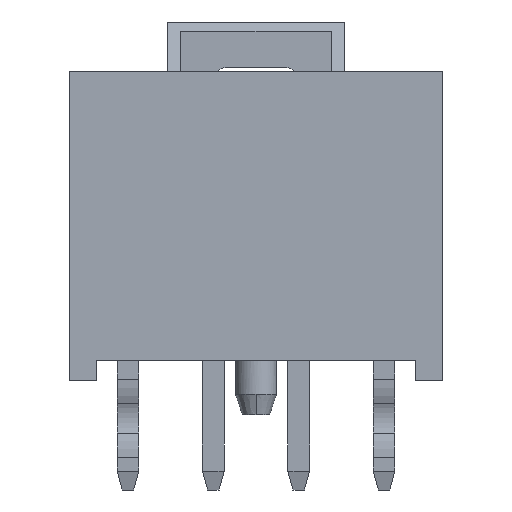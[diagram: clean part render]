
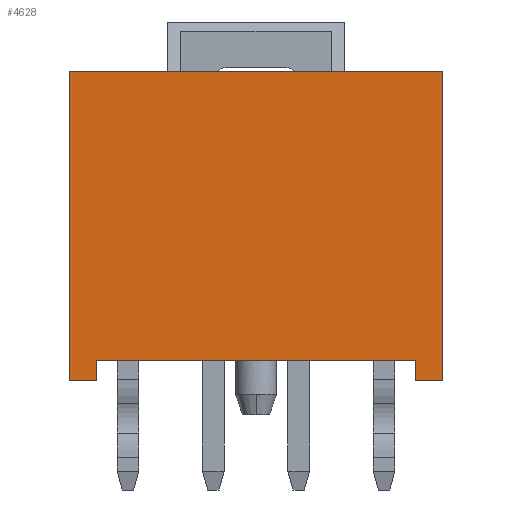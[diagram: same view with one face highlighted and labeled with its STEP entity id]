
A CAD part, front view. The second image highlights one B-rep face of the part: STEP entity #4628.
In plain terms, the highlighted planar face has unit normal (0, -1, 0).
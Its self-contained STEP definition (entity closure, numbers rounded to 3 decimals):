
#143=FACE_OUTER_BOUND('',#410,.T.);
#410=EDGE_LOOP('',(#2974,#2975,#2976,#2977,#2978,#2979,#2980,#2981));
#698=LINE('',#6524,#1293);
#699=LINE('',#6526,#1294);
#700=LINE('',#6528,#1295);
#701=LINE('',#6530,#1296);
#702=LINE('',#6532,#1297);
#703=LINE('',#6534,#1298);
#704=LINE('',#6536,#1299);
#705=LINE('',#6537,#1300);
#1293=VECTOR('',#5255,9.34);
#1294=VECTOR('',#5256,0.6);
#1295=VECTOR('',#5257,0.8);
#1296=VECTOR('',#5258,9.06);
#1297=VECTOR('',#5259,10.94);
#1298=VECTOR('',#5260,9.06);
#1299=VECTOR('',#5261,0.8);
#1300=VECTOR('',#5262,0.6);
#1888=VERTEX_POINT('',#6522);
#1889=VERTEX_POINT('',#6523);
#1890=VERTEX_POINT('',#6525);
#1891=VERTEX_POINT('',#6527);
#1892=VERTEX_POINT('',#6529);
#1893=VERTEX_POINT('',#6531);
#1894=VERTEX_POINT('',#6533);
#1895=VERTEX_POINT('',#6535);
#2308=EDGE_CURVE('',#1888,#1889,#698,.T.);
#2309=EDGE_CURVE('',#1888,#1890,#699,.T.);
#2310=EDGE_CURVE('',#1891,#1890,#700,.T.);
#2311=EDGE_CURVE('',#1892,#1891,#701,.T.);
#2312=EDGE_CURVE('',#1893,#1892,#702,.T.);
#2313=EDGE_CURVE('',#1893,#1894,#703,.T.);
#2314=EDGE_CURVE('',#1895,#1894,#704,.T.);
#2315=EDGE_CURVE('',#1889,#1895,#705,.T.);
#2974=ORIENTED_EDGE('',*,*,#2308,.F.);
#2975=ORIENTED_EDGE('',*,*,#2309,.T.);
#2976=ORIENTED_EDGE('',*,*,#2310,.F.);
#2977=ORIENTED_EDGE('',*,*,#2311,.F.);
#2978=ORIENTED_EDGE('',*,*,#2312,.F.);
#2979=ORIENTED_EDGE('',*,*,#2313,.T.);
#2980=ORIENTED_EDGE('',*,*,#2314,.F.);
#2981=ORIENTED_EDGE('',*,*,#2315,.F.);
#4306=PLANE('',#4915);
#4628=ADVANCED_FACE('',(#143),#4306,.F.);
#4915=AXIS2_PLACEMENT_3D('',#6521,#5253,#5254);
#5253=DIRECTION('center_axis',(0.,1.,0.));
#5254=DIRECTION('ref_axis',(1.,0.,0.));
#5255=DIRECTION('',(-1.,0.,0.));
#5256=DIRECTION('',(0.,0.,-1.));
#5257=DIRECTION('',(-1.,0.,0.));
#5258=DIRECTION('',(0.,0.,-1.));
#5259=DIRECTION('',(1.,0.,0.));
#5260=DIRECTION('',(0.,0.,-1.));
#5261=DIRECTION('',(-1.,0.,0.));
#5262=DIRECTION('',(0.,0.,-1.));
#6521=CARTESIAN_POINT('Origin',(0.,-2.99,0.));
#6522=CARTESIAN_POINT('',(4.67,-2.99,-4.23));
#6523=CARTESIAN_POINT('',(-4.67,-2.99,-4.23));
#6524=CARTESIAN_POINT('',(4.67,-2.99,-4.23));
#6525=CARTESIAN_POINT('',(4.67,-2.99,-4.83));
#6526=CARTESIAN_POINT('',(4.67,-2.99,-4.23));
#6527=CARTESIAN_POINT('',(5.47,-2.99,-4.83));
#6528=CARTESIAN_POINT('',(5.47,-2.99,-4.83));
#6529=CARTESIAN_POINT('',(5.47,-2.99,4.23));
#6530=CARTESIAN_POINT('',(5.47,-2.99,4.23));
#6531=CARTESIAN_POINT('',(-5.47,-2.99,4.23));
#6532=CARTESIAN_POINT('',(-5.47,-2.99,4.23));
#6533=CARTESIAN_POINT('',(-5.47,-2.99,-4.83));
#6534=CARTESIAN_POINT('',(-5.47,-2.99,4.23));
#6535=CARTESIAN_POINT('',(-4.67,-2.99,-4.83));
#6536=CARTESIAN_POINT('',(-4.67,-2.99,-4.83));
#6537=CARTESIAN_POINT('',(-4.67,-2.99,-4.23));
